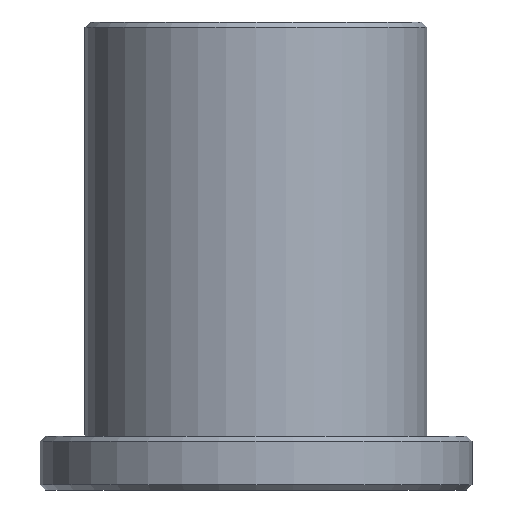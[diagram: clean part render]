
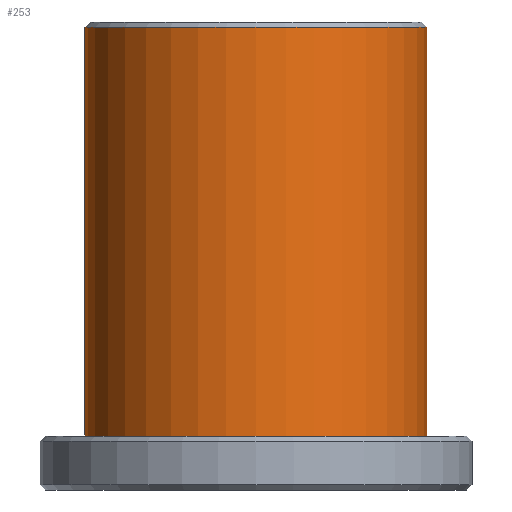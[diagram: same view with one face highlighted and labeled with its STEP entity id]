
A CAD part, front view. The second image highlights one B-rep face of the part: STEP entity #253.
In plain terms, the highlighted cylindrical face has radius 9.5 mm (diameter 19 mm), a partial arc.
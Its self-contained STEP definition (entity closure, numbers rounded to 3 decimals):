
#46 = VERTEX_POINT ( 'NONE', #440 ) ;
#52 = DIRECTION ( 'NONE',  ( -1., 0., 0. ) ) ;
#93 = AXIS2_PLACEMENT_3D ( 'NONE', #588, #959, #839 ) ;
#115 = AXIS2_PLACEMENT_3D ( 'NONE', #1400, #722, #52 ) ;
#174 = EDGE_CURVE ( 'NONE', #46, #1206, #1142, .T. ) ;
#253 = ADVANCED_FACE ( 'NONE', ( #413 ), #982, .T. ) ;
#385 = VERTEX_POINT ( 'NONE', #807 ) ;
#413 = FACE_OUTER_BOUND ( 'NONE', #504, .T. ) ;
#435 = LINE ( 'NONE', #507, #1003 ) ;
#440 = CARTESIAN_POINT ( 'NONE',  ( -9.5, 0., 25.7 ) ) ;
#473 = VECTOR ( 'NONE', #886, 1000. ) ;
#492 = VERTEX_POINT ( 'NONE', #976 ) ;
#504 = EDGE_LOOP ( 'NONE', ( #1331, #1233, #1088, #1374 ) ) ;
#507 = CARTESIAN_POINT ( 'NONE',  ( 9.5, 0., 26. ) ) ;
#513 = DIRECTION ( 'NONE',  ( 0., 0., -1. ) ) ;
#525 = CARTESIAN_POINT ( 'NONE',  ( -9.5, 0., 3. ) ) ;
#588 = CARTESIAN_POINT ( 'NONE',  ( 0., 0., 26. ) ) ;
#722 = DIRECTION ( 'NONE',  ( 0., 0., -1. ) ) ;
#732 = CIRCLE ( 'NONE', #115, 9.5 ) ;
#807 = CARTESIAN_POINT ( 'NONE',  ( 9.5, 0., 25.7 ) ) ;
#839 = DIRECTION ( 'NONE',  ( -1., 0., 0. ) ) ;
#874 = EDGE_CURVE ( 'NONE', #385, #492, #435, .T. ) ;
#886 = DIRECTION ( 'NONE',  ( 0., 0., -1. ) ) ;
#903 = EDGE_CURVE ( 'NONE', #385, #46, #1304, .T. ) ;
#959 = DIRECTION ( 'NONE',  ( 0., 0., -1. ) ) ;
#961 = DIRECTION ( 'NONE',  ( 0., 0., -1. ) ) ;
#976 = CARTESIAN_POINT ( 'NONE',  ( 9.5, 0., 3. ) ) ;
#982 = CYLINDRICAL_SURFACE ( 'NONE', #93, 9.5 ) ;
#1003 = VECTOR ( 'NONE', #961, 1000. ) ;
#1088 = ORIENTED_EDGE ( 'NONE', *, *, #174, .T. ) ;
#1103 = AXIS2_PLACEMENT_3D ( 'NONE', #1192, #513, #1313 ) ;
#1104 = EDGE_CURVE ( 'NONE', #492, #1206, #732, .T. ) ;
#1142 = LINE ( 'NONE', #1441, #473 ) ;
#1192 = CARTESIAN_POINT ( 'NONE',  ( 0., 0., 25.7 ) ) ;
#1206 = VERTEX_POINT ( 'NONE', #525 ) ;
#1233 = ORIENTED_EDGE ( 'NONE', *, *, #903, .T. ) ;
#1304 = CIRCLE ( 'NONE', #1103, 9.5 ) ;
#1313 = DIRECTION ( 'NONE',  ( 1., 0., 0. ) ) ;
#1331 = ORIENTED_EDGE ( 'NONE', *, *, #874, .F. ) ;
#1374 = ORIENTED_EDGE ( 'NONE', *, *, #1104, .F. ) ;
#1400 = CARTESIAN_POINT ( 'NONE',  ( 0., 0., 3. ) ) ;
#1441 = CARTESIAN_POINT ( 'NONE',  ( -9.5, 0., 26. ) ) ;
